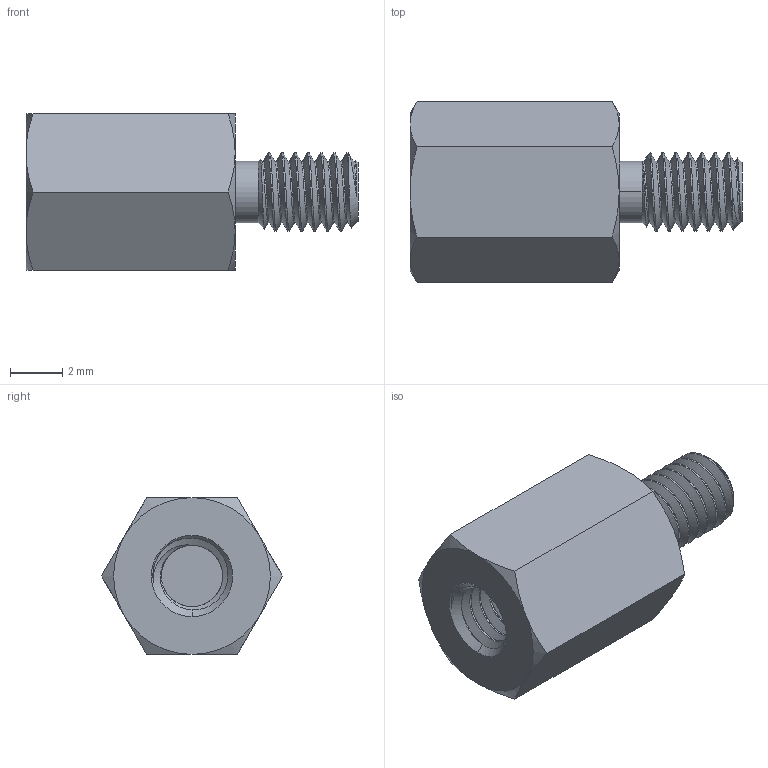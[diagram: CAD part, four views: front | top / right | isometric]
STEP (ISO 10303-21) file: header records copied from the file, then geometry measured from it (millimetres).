
FILE_DESCRIPTION (( 'STEP AP203' ), '1' );
FILE_NAME ('98952A013.step', '2017-06-29T18:18:18', ( '' ), ( '' ), 'SwSTEP 2.0', 'SolidWorks 2014', '' );
FILE_SCHEMA (( 'CONFIG_CONTROL_DESIGN' ));
Length unit declared in the file: millimetre
Products named in the file (1): 98952A013
Bounding box: 12.7 x 6.93 x 6 mm (x, y, z)
Volume: 246.6 mm3; surface area: 355.7 mm2
Topology: 1 solids, 1 shells, 72 faces, 190 edges, 122 vertices
Faces by surface type: cylinder 36, cone 19, plane 11, bspline 6
Entity records: 4592 total; most frequent: CARTESIAN_POINT 3040, ORIENTED_EDGE 380, DIRECTION 234, EDGE_CURVE 190, VERTEX_POINT 122, AXIS2_PLACEMENT_3D 93, EDGE_LOOP 74, FACE_OUTER_BOUND 72
